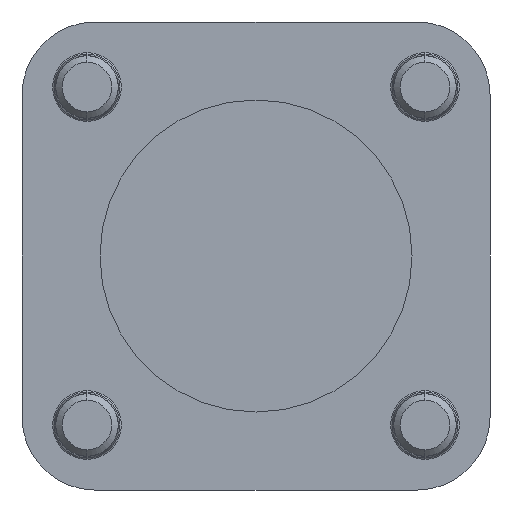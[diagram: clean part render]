
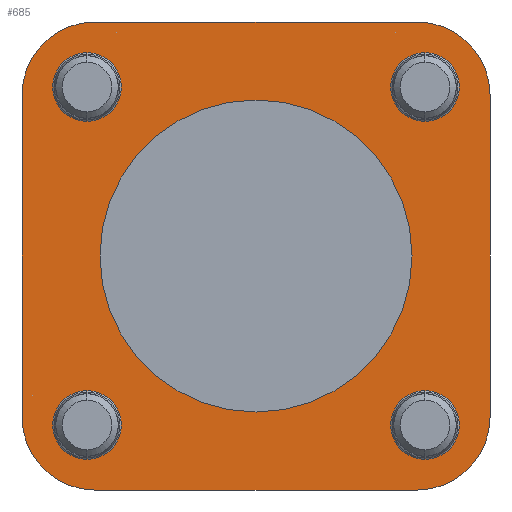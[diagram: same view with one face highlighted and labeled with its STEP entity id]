
A CAD part, left-side view. The second image highlights one B-rep face of the part: STEP entity #685.
In plain terms, the highlighted planar face has unit normal (-1, 0, 0).
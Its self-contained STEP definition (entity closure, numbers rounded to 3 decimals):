
#90=CARTESIAN_POINT('',(0.,-0.,-15.));
#91=VERTEX_POINT('',#90);
#99=CARTESIAN_POINT('',(0.,0.,15.));
#100=VERTEX_POINT('',#99);
#107=CARTESIAN_POINT('',(0.,0.,0.));
#108=DIRECTION('',(1.,0.,0.));
#109=DIRECTION('',(0.,0.,-1.));
#110=AXIS2_PLACEMENT_3D('',#107,#108,#109);
#111=CIRCLE('',#110,15.);
#112=EDGE_CURVE('',#91,#100,#111,.T.);
#133=CARTESIAN_POINT('',(0.,-15.5,22.5));
#134=VERTEX_POINT('',#133);
#141=CARTESIAN_POINT('',(0.,-22.5,15.5));
#142=VERTEX_POINT('',#141);
#143=CARTESIAN_POINT('',(0.,-15.5,15.5));
#144=DIRECTION('',(1.,0.,0.));
#145=DIRECTION('',(0.,0.,-1.));
#146=AXIS2_PLACEMENT_3D('',#143,#144,#145);
#147=CIRCLE('',#146,7.);
#148=EDGE_CURVE('',#134,#142,#147,.T.);
#175=CARTESIAN_POINT('',(0.,-22.5,-15.5));
#176=VERTEX_POINT('',#175);
#183=CARTESIAN_POINT('',(0.,-15.5,-22.5));
#184=VERTEX_POINT('',#183);
#185=CARTESIAN_POINT('',(0.,-15.5,-15.5));
#186=DIRECTION('',(1.,0.,0.));
#187=DIRECTION('',(0.,0.,-1.));
#188=AXIS2_PLACEMENT_3D('',#185,#186,#187);
#189=CIRCLE('',#188,7.);
#190=EDGE_CURVE('',#176,#184,#189,.T.);
#223=CARTESIAN_POINT('',(0.,-22.5,15.5));
#224=DIRECTION('',(0.,0.,-1.));
#225=VECTOR('',#224,31.);
#226=LINE('',#223,#225);
#227=EDGE_CURVE('',#142,#176,#226,.T.);
#277=CARTESIAN_POINT('',(0.,15.5,-22.5));
#278=VERTEX_POINT('',#277);
#279=CARTESIAN_POINT('',(0.,-15.5,-22.5));
#280=DIRECTION('',(0.,1.,0.));
#281=VECTOR('',#280,31.);
#282=LINE('',#279,#281);
#283=EDGE_CURVE('',#184,#278,#282,.T.);
#333=CARTESIAN_POINT('',(0.,22.5,-15.5));
#334=VERTEX_POINT('',#333);
#335=CARTESIAN_POINT('',(0.,15.5,-15.5));
#336=DIRECTION('',(1.,0.,0.));
#337=DIRECTION('',(0.,0.,-1.));
#338=AXIS2_PLACEMENT_3D('',#335,#336,#337);
#339=CIRCLE('',#338,7.);
#340=EDGE_CURVE('',#278,#334,#339,.T.);
#373=CARTESIAN_POINT('',(0.,22.5,15.5));
#374=VERTEX_POINT('',#373);
#375=CARTESIAN_POINT('',(0.,22.5,-15.5));
#376=DIRECTION('',(0.,0.,1.));
#377=VECTOR('',#376,31.);
#378=LINE('',#375,#377);
#379=EDGE_CURVE('',#334,#374,#378,.T.);
#429=CARTESIAN_POINT('',(0.,15.5,22.5));
#430=VERTEX_POINT('',#429);
#431=CARTESIAN_POINT('',(0.,15.5,15.5));
#432=DIRECTION('',(1.,0.,0.));
#433=DIRECTION('',(0.,0.,-1.));
#434=AXIS2_PLACEMENT_3D('',#431,#432,#433);
#435=CIRCLE('',#434,7.);
#436=EDGE_CURVE('',#374,#430,#435,.T.);
#454=CARTESIAN_POINT('',(0.,-16.25,-19.55));
#455=VERTEX_POINT('',#454);
#471=CARTESIAN_POINT('',(0.,-16.25,-12.95));
#472=VERTEX_POINT('',#471);
#479=CARTESIAN_POINT('',(0.,-16.25,-16.25));
#480=DIRECTION('',(1.,0.,0.));
#481=DIRECTION('',(0.,0.,-1.));
#482=AXIS2_PLACEMENT_3D('',#479,#480,#481);
#483=CIRCLE('',#482,3.3);
#484=EDGE_CURVE('',#455,#472,#483,.T.);
#496=CARTESIAN_POINT('',(0.,16.25,-19.55));
#497=VERTEX_POINT('',#496);
#513=CARTESIAN_POINT('',(0.,16.25,-12.95));
#514=VERTEX_POINT('',#513);
#521=CARTESIAN_POINT('',(0.,16.25,-16.25));
#522=DIRECTION('',(1.,0.,0.));
#523=DIRECTION('',(0.,0.,-1.));
#524=AXIS2_PLACEMENT_3D('',#521,#522,#523);
#525=CIRCLE('',#524,3.3);
#526=EDGE_CURVE('',#497,#514,#525,.T.);
#538=CARTESIAN_POINT('',(0.,-16.25,12.95));
#539=VERTEX_POINT('',#538);
#555=CARTESIAN_POINT('',(0.,-16.25,19.55));
#556=VERTEX_POINT('',#555);
#563=CARTESIAN_POINT('',(0.,-16.25,16.25));
#564=DIRECTION('',(1.,0.,0.));
#565=DIRECTION('',(0.,0.,-1.));
#566=AXIS2_PLACEMENT_3D('',#563,#564,#565);
#567=CIRCLE('',#566,3.3);
#568=EDGE_CURVE('',#539,#556,#567,.T.);
#580=CARTESIAN_POINT('',(0.,16.25,12.95));
#581=VERTEX_POINT('',#580);
#597=CARTESIAN_POINT('',(0.,16.25,19.55));
#598=VERTEX_POINT('',#597);
#605=CARTESIAN_POINT('',(0.,16.25,16.25));
#606=DIRECTION('',(1.,0.,0.));
#607=DIRECTION('',(0.,0.,-1.));
#608=AXIS2_PLACEMENT_3D('',#605,#606,#607);
#609=CIRCLE('',#608,3.3);
#610=EDGE_CURVE('',#581,#598,#609,.T.);
#615=CARTESIAN_POINT('',(0.,-15.5,15.5));
#616=DIRECTION('',(1.,0.,0.));
#617=DIRECTION('',(0.,0.,-1.));
#618=AXIS2_PLACEMENT_3D('',#615,#616,#617);
#619=PLANE('',#618);
#620=ORIENTED_EDGE('',*,*,#112,.T.);
#621=CARTESIAN_POINT('',(0.,0.,0.));
#622=DIRECTION('',(1.,0.,0.));
#623=DIRECTION('',(0.,0.,-1.));
#624=AXIS2_PLACEMENT_3D('',#621,#622,#623);
#625=CIRCLE('',#624,15.);
#626=EDGE_CURVE('',#100,#91,#625,.T.);
#627=ORIENTED_EDGE('',*,*,#626,.T.);
#628=EDGE_LOOP('',(#620,#627));
#629=FACE_BOUND('',#628,.T.);
#630=ORIENTED_EDGE('',*,*,#610,.T.);
#631=CARTESIAN_POINT('',(0.,16.25,16.25));
#632=DIRECTION('',(1.,0.,0.));
#633=DIRECTION('',(0.,0.,-1.));
#634=AXIS2_PLACEMENT_3D('',#631,#632,#633);
#635=CIRCLE('',#634,3.3);
#636=EDGE_CURVE('',#598,#581,#635,.T.);
#637=ORIENTED_EDGE('',*,*,#636,.T.);
#638=EDGE_LOOP('',(#630,#637));
#639=FACE_BOUND('',#638,.T.);
#640=ORIENTED_EDGE('',*,*,#568,.T.);
#641=CARTESIAN_POINT('',(0.,-16.25,16.25));
#642=DIRECTION('',(1.,0.,0.));
#643=DIRECTION('',(0.,0.,-1.));
#644=AXIS2_PLACEMENT_3D('',#641,#642,#643);
#645=CIRCLE('',#644,3.3);
#646=EDGE_CURVE('',#556,#539,#645,.T.);
#647=ORIENTED_EDGE('',*,*,#646,.T.);
#648=EDGE_LOOP('',(#640,#647));
#649=FACE_BOUND('',#648,.T.);
#650=ORIENTED_EDGE('',*,*,#526,.T.);
#651=CARTESIAN_POINT('',(0.,16.25,-16.25));
#652=DIRECTION('',(1.,0.,0.));
#653=DIRECTION('',(0.,0.,-1.));
#654=AXIS2_PLACEMENT_3D('',#651,#652,#653);
#655=CIRCLE('',#654,3.3);
#656=EDGE_CURVE('',#514,#497,#655,.T.);
#657=ORIENTED_EDGE('',*,*,#656,.T.);
#658=EDGE_LOOP('',(#650,#657));
#659=FACE_BOUND('',#658,.T.);
#660=ORIENTED_EDGE('',*,*,#484,.T.);
#661=CARTESIAN_POINT('',(0.,-16.25,-16.25));
#662=DIRECTION('',(1.,0.,0.));
#663=DIRECTION('',(0.,0.,-1.));
#664=AXIS2_PLACEMENT_3D('',#661,#662,#663);
#665=CIRCLE('',#664,3.3);
#666=EDGE_CURVE('',#472,#455,#665,.T.);
#667=ORIENTED_EDGE('',*,*,#666,.T.);
#668=EDGE_LOOP('',(#660,#667));
#669=FACE_BOUND('',#668,.T.);
#670=CARTESIAN_POINT('',(0.,15.5,22.5));
#671=DIRECTION('',(0.,-1.,0.));
#672=VECTOR('',#671,31.);
#673=LINE('',#670,#672);
#674=EDGE_CURVE('',#430,#134,#673,.T.);
#675=ORIENTED_EDGE('',*,*,#674,.F.);
#676=ORIENTED_EDGE('',*,*,#436,.F.);
#677=ORIENTED_EDGE('',*,*,#379,.F.);
#678=ORIENTED_EDGE('',*,*,#340,.F.);
#679=ORIENTED_EDGE('',*,*,#283,.F.);
#680=ORIENTED_EDGE('',*,*,#190,.F.);
#681=ORIENTED_EDGE('',*,*,#227,.F.);
#682=ORIENTED_EDGE('',*,*,#148,.F.);
#683=EDGE_LOOP('',(#675,#676,#677,#678,#679,#680,#681,#682));
#684=FACE_BOUND('',#683,.T.);
#685=ADVANCED_FACE('',(#629,#639,#649,#659,#669,#684),#619,.F.);
